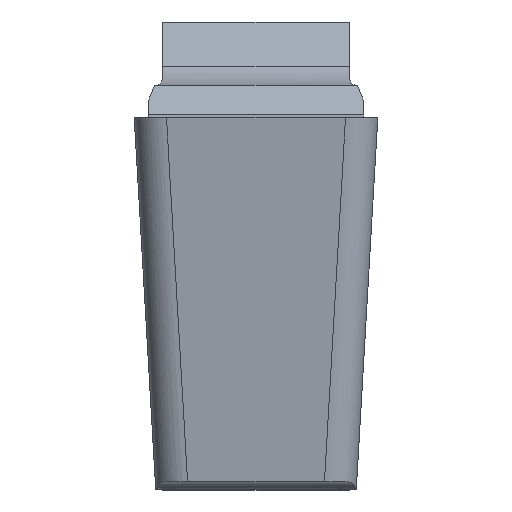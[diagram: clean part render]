
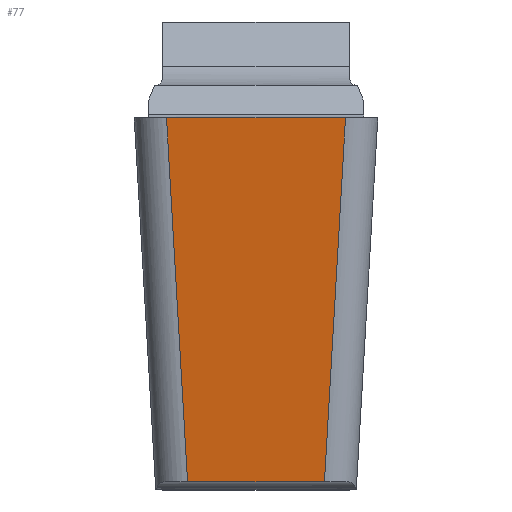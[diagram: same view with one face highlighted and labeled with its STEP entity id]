
A CAD part, front view. The second image highlights one B-rep face of the part: STEP entity #77.
In plain terms, the highlighted planar face has unit normal (0, -0.993, -0.122).
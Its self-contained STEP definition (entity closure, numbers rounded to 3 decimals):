
#59=FACE_BOUND('',#170,.T.);
#60=FACE_BOUND('',#171,.T.);
#77=ADVANCED_FACE('_FAC341',(#59,#60),#112,.F.);
#112=PLANE('',#769);
#170=EDGE_LOOP('',(#236,#237));
#171=EDGE_LOOP('',(#238,#239,#240,#241));
#236=ORIENTED_EDGE('',*,*,#507,.T.);
#237=ORIENTED_EDGE('',*,*,#507,.F.);
#238=ORIENTED_EDGE('',*,*,#508,.T.);
#239=ORIENTED_EDGE('',*,*,#509,.T.);
#240=ORIENTED_EDGE('',*,*,#510,.T.);
#241=ORIENTED_EDGE('',*,*,#511,.T.);
#433=VERTEX_POINT('',#1464);
#434=VERTEX_POINT('',#1465);
#435=VERTEX_POINT('',#1467);
#436=VERTEX_POINT('',#1468);
#437=VERTEX_POINT('',#1470);
#438=VERTEX_POINT('',#1472);
#507=EDGE_CURVE('',#433,#434,#600,.T.);
#508=EDGE_CURVE('',#435,#436,#601,.T.);
#509=EDGE_CURVE('',#436,#437,#602,.T.);
#510=EDGE_CURVE('',#437,#438,#603,.T.);
#511=EDGE_CURVE('',#438,#435,#604,.T.);
#600=LINE('',#1463,#661);
#601=LINE('',#1466,#662);
#602=LINE('',#1469,#663);
#603=LINE('',#1471,#664);
#604=LINE('',#1473,#665);
#661=VECTOR('',#857,1.);
#662=VECTOR('',#858,1.);
#663=VECTOR('',#859,1.);
#664=VECTOR('',#860,1.);
#665=VECTOR('',#861,1.);
#769=AXIS2_PLACEMENT_3D('',#1474,#862,#863);
#857=DIRECTION('',(1.,0.,0.));
#858=DIRECTION('',(-1.,0.,0.));
#859=DIRECTION('',(0.057,0.122,-0.991));
#860=DIRECTION('',(1.,0.,0.));
#861=DIRECTION('',(0.057,-0.122,0.991));
#862=DIRECTION('',(0.,0.993,0.122));
#863=DIRECTION('',(0.,0.122,-0.993));
#1463=CARTESIAN_POINT('',(0.,-10.202,-1.982));
#1464=CARTESIAN_POINT('',(-1.054,-10.202,-1.982));
#1465=CARTESIAN_POINT('',(1.054,-10.202,-1.982));
#1466=CARTESIAN_POINT('',(2.05,-10.3,-1.182));
#1467=CARTESIAN_POINT('',(1.102,-10.3,-1.182));
#1468=CARTESIAN_POINT('',(-1.102,-10.3,-1.182));
#1469=CARTESIAN_POINT('',(-0.844,-9.753,-5.64));
#1470=CARTESIAN_POINT('',(-0.843,-9.75,-5.663));
#1471=CARTESIAN_POINT('',(0.,-9.75,-5.663));
#1472=CARTESIAN_POINT('',(0.843,-9.75,-5.663));
#1473=CARTESIAN_POINT('',(1.104,-10.303,-1.158));
#1474=CARTESIAN_POINT('',(0.,-10.29,-1.263));
